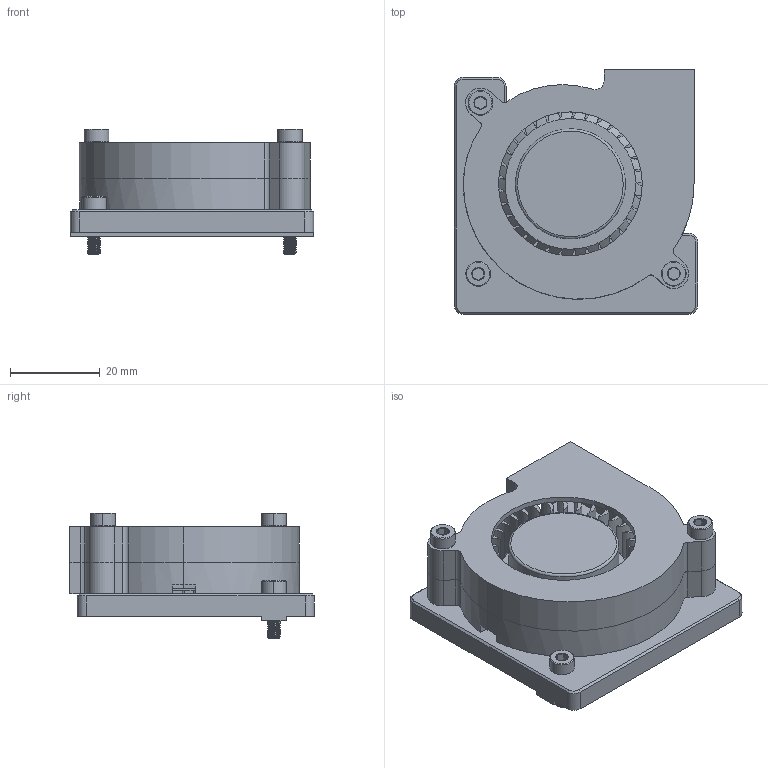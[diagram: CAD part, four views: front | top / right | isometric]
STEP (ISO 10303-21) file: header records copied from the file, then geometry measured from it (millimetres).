
FILE_DESCRIPTION(/* description */ (''),/* implementation_level */ '2;1');
FILE_NAME(/* name */ '5015_Bed_Fan_Mount.step',/* time_stamp */ '2021-08-21T15:03:32-04:00',/* author */ (''),/* organization */ (''),/* preprocessor_version */ 'ST-DEVELOPER v18.1',/* originating_system */ 'Autodesk Translation Framework v10.9.0.1377',/* authorisation */ '');
FILE_SCHEMA (('AUTOMOTIVE_DESIGN { 1 0 10303 214 3 1 1 }'));
Products named in the file (11): 5015 Bed Fan Mount; 5015 Fan (1); turbine (1) (1); top (1) (1); bottom (1) (1); Mounting Plate; M3 Threaded Insert (2); M3x25 SHCS; M3x20 SHCS; M3x10 SHCS; M3x8 SHCS (1)
Assembly tree (10 placements, depth 3):
  5015 Bed Fan Mount
    5015 Fan (1)
      turbine (1) (1)
      top (1) (1)
      bottom (1) (1)
    Mounting Plate
    M3 Threaded Insert (2)
    M3x25 SHCS
    M3x20 SHCS
    M3x10 SHCS
    M3x8 SHCS (1)
Bounding box: 54.1 x 54.4 x 28 mm (x, y, z)
Volume: 16217.2 mm3; surface area: 24744.6 mm2
Topology: 10 solids, 10 shells, 1079 faces, 2947 edges, 1911 vertices
Faces by surface type: cylinder 666, plane 210, cone 114, bspline 87, torus 2
Full cylindrical faces by diameter (mm): 2.9 x1, 3.5 x2, 4.2 x1, 4.25 x1, 4.5 x4, 4.6 x1, 4.7 x1, 5 x1, 5.65 x2, 22.8 x1, 24.5 x1, 32 x1
Entity records: 47593 total; most frequent: CARTESIAN_POINT 22710, ORIENTED_EDGE 5894, DIRECTION 4565, EDGE_CURVE 2947, VERTEX_POINT 1911, AXIS2_PLACEMENT_3D 1775, EDGE_LOOP 1124, FACE_OUTER_BOUND 1079
